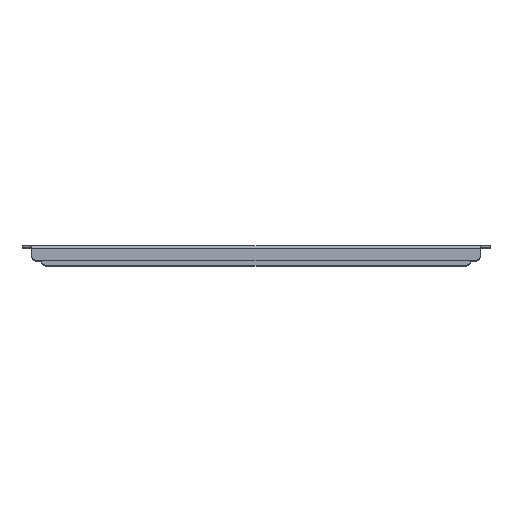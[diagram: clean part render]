
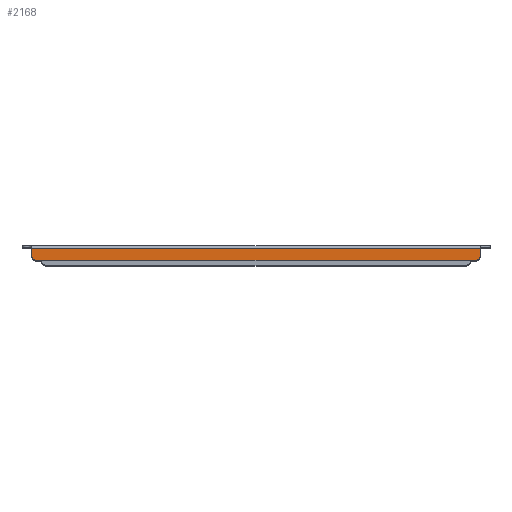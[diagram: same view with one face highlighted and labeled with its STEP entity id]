
A CAD part, top view. The second image highlights one B-rep face of the part: STEP entity #2168.
In plain terms, the highlighted planar face has unit normal (0, 0, 1).
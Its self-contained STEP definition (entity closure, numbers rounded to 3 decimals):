
#155 = DIRECTION ( 'NONE',  ( 0., -1., 0. ) ) ;
#233 = LINE ( 'NONE', #3455, #2431 ) ;
#293 = CARTESIAN_POINT ( 'NONE',  ( -228.25, -1.5, 47.45 ) ) ;
#299 = DIRECTION ( 'NONE',  ( 0., -1., 0. ) ) ;
#355 = DIRECTION ( 'NONE',  ( 0., -1., 0. ) ) ;
#491 = ORIENTED_EDGE ( 'NONE', *, *, #1300, .T. ) ;
#568 = VECTOR ( 'NONE', #1338, 1000. ) ;
#650 = AXIS2_PLACEMENT_3D ( 'NONE', #1007, #2970, #2984 ) ;
#681 = CARTESIAN_POINT ( 'NONE',  ( -228.25, -10., 47.45 ) ) ;
#791 = CARTESIAN_POINT ( 'NONE',  ( 228.25, -10., 47.45 ) ) ;
#809 = ORIENTED_EDGE ( 'NONE', *, *, #1126, .F. ) ;
#828 = VERTEX_POINT ( 'NONE', #791 ) ;
#1007 = CARTESIAN_POINT ( 'NONE',  ( 0., 0., 47.45 ) ) ;
#1024 = FACE_OUTER_BOUND ( 'NONE', #3197, .T. ) ;
#1077 = EDGE_CURVE ( 'NONE', #3296, #3492, #1835, .T. ) ;
#1078 = ORIENTED_EDGE ( 'NONE', *, *, #2254, .F. ) ;
#1126 = EDGE_CURVE ( 'NONE', #2593, #828, #233, .T. ) ;
#1127 = ORIENTED_EDGE ( 'NONE', *, *, #3366, .T. ) ;
#1184 = CARTESIAN_POINT ( 'NONE',  ( -223.25, -10., 47.45 ) ) ;
#1239 = EDGE_CURVE ( 'NONE', #2593, #2847, #2993, .T. ) ;
#1300 = EDGE_CURVE ( 'NONE', #3296, #828, #1351, .T. ) ;
#1303 = ORIENTED_EDGE ( 'NONE', *, *, #1239, .T. ) ;
#1338 = DIRECTION ( 'NONE',  ( -1., 0., 0. ) ) ;
#1351 = CIRCLE ( 'NONE', #1818, 5. ) ;
#1372 = CARTESIAN_POINT ( 'NONE',  ( 0., -3., 47.45 ) ) ;
#1495 = CIRCLE ( 'NONE', #2413, 5. ) ;
#1818 = AXIS2_PLACEMENT_3D ( 'NONE', #2427, #3527, #299 ) ;
#1835 = LINE ( 'NONE', #2049, #2312 ) ;
#2049 = CARTESIAN_POINT ( 'NONE',  ( -228.25, -15., 47.45 ) ) ;
#2109 = DIRECTION ( 'NONE',  ( -1., 0., 0. ) ) ;
#2168 = ADVANCED_FACE ( 'NONE', ( #1024 ), #3447, .T. ) ;
#2254 = EDGE_CURVE ( 'NONE', #3034, #2847, #2730, .T. ) ;
#2306 = CARTESIAN_POINT ( 'NONE',  ( -223.25, -15., 47.45 ) ) ;
#2312 = VECTOR ( 'NONE', #2109, 1000. ) ;
#2413 = AXIS2_PLACEMENT_3D ( 'NONE', #1184, #3055, #355 ) ;
#2427 = CARTESIAN_POINT ( 'NONE',  ( 223.25, -10., 47.45 ) ) ;
#2431 = VECTOR ( 'NONE', #155, 1000. ) ;
#2514 = VECTOR ( 'NONE', #3534, 1000. ) ;
#2593 = VERTEX_POINT ( 'NONE', #2837 ) ;
#2730 = LINE ( 'NONE', #293, #2514 ) ;
#2827 = CARTESIAN_POINT ( 'NONE',  ( -228.25, -3., 47.45 ) ) ;
#2837 = CARTESIAN_POINT ( 'NONE',  ( 228.25, -3., 47.45 ) ) ;
#2847 = VERTEX_POINT ( 'NONE', #2827 ) ;
#2970 = DIRECTION ( 'NONE',  ( 0., 0., 1. ) ) ;
#2984 = DIRECTION ( 'NONE',  ( 0., -1., 0. ) ) ;
#2993 = LINE ( 'NONE', #1372, #568 ) ;
#3034 = VERTEX_POINT ( 'NONE', #681 ) ;
#3055 = DIRECTION ( 'NONE',  ( 0., 0., 1. ) ) ;
#3107 = CARTESIAN_POINT ( 'NONE',  ( 223.25, -15., 47.45 ) ) ;
#3120 = ORIENTED_EDGE ( 'NONE', *, *, #1077, .F. ) ;
#3197 = EDGE_LOOP ( 'NONE', ( #1078, #1127, #3120, #491, #809, #1303 ) ) ;
#3296 = VERTEX_POINT ( 'NONE', #3107 ) ;
#3366 = EDGE_CURVE ( 'NONE', #3034, #3492, #1495, .T. ) ;
#3447 = PLANE ( 'NONE',  #650 ) ;
#3455 = CARTESIAN_POINT ( 'NONE',  ( 228.25, -15., 47.45 ) ) ;
#3492 = VERTEX_POINT ( 'NONE', #2306 ) ;
#3527 = DIRECTION ( 'NONE',  ( 0., 0., 1. ) ) ;
#3534 = DIRECTION ( 'NONE',  ( 0., 1., 0. ) ) ;
